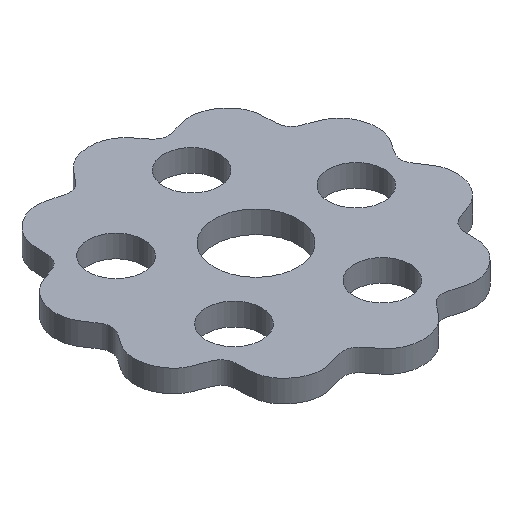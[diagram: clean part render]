
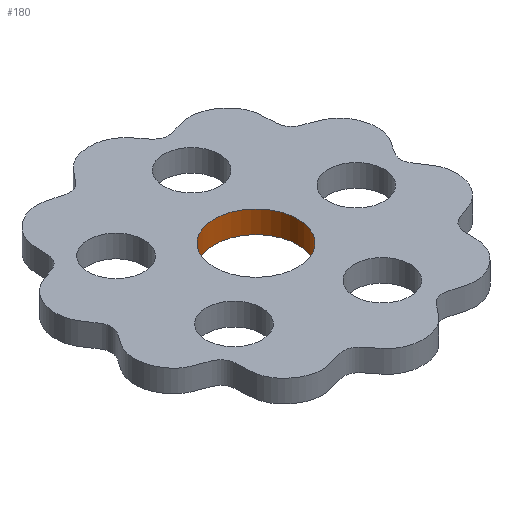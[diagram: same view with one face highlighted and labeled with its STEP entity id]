
A CAD part, isometric view. The second image highlights one B-rep face of the part: STEP entity #180.
In plain terms, the highlighted cylindrical face has radius 7.5 mm (diameter 15 mm), a full revolution.
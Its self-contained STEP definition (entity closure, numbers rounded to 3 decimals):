
#41=FACE_OUTER_BOUND('',#50,.T.);
#50=EDGE_LOOP('',(#147,#148,#149,#150));
#71=LINE('',#309,#78);
#78=VECTOR('',#263,7.5);
#90=CIRCLE('',#215,7.5);
#91=CIRCLE('',#216,7.5);
#102=VERTEX_POINT('',#306);
#103=VERTEX_POINT('',#308);
#121=EDGE_CURVE('',#102,#102,#90,.T.);
#122=EDGE_CURVE('',#102,#103,#71,.T.);
#123=EDGE_CURVE('',#103,#103,#91,.T.);
#147=ORIENTED_EDGE('',*,*,#121,.F.);
#148=ORIENTED_EDGE('',*,*,#122,.T.);
#149=ORIENTED_EDGE('',*,*,#123,.T.);
#150=ORIENTED_EDGE('',*,*,#122,.F.);
#174=CYLINDRICAL_SURFACE('',#214,7.5);
#180=ADVANCED_FACE('',(#41),#174,.F.);
#214=AXIS2_PLACEMENT_3D('',#305,#259,#260);
#215=AXIS2_PLACEMENT_3D('',#307,#261,#262);
#216=AXIS2_PLACEMENT_3D('',#310,#264,#265);
#259=DIRECTION('center_axis',(0.,0.,1.));
#260=DIRECTION('ref_axis',(1.,0.,0.));
#261=DIRECTION('center_axis',(0.,0.,-1.));
#262=DIRECTION('ref_axis',(1.,0.,0.));
#263=DIRECTION('',(0.,0.,-1.));
#264=DIRECTION('center_axis',(0.,0.,-1.));
#265=DIRECTION('ref_axis',(1.,0.,0.));
#305=CARTESIAN_POINT('Origin',(2.,0.,0.));
#306=CARTESIAN_POINT('',(-5.5,0.,4.));
#307=CARTESIAN_POINT('Origin',(2.,0.,4.));
#308=CARTESIAN_POINT('',(-5.5,0.,0.));
#309=CARTESIAN_POINT('',(-5.5,0.,0.));
#310=CARTESIAN_POINT('Origin',(2.,0.,0.));
